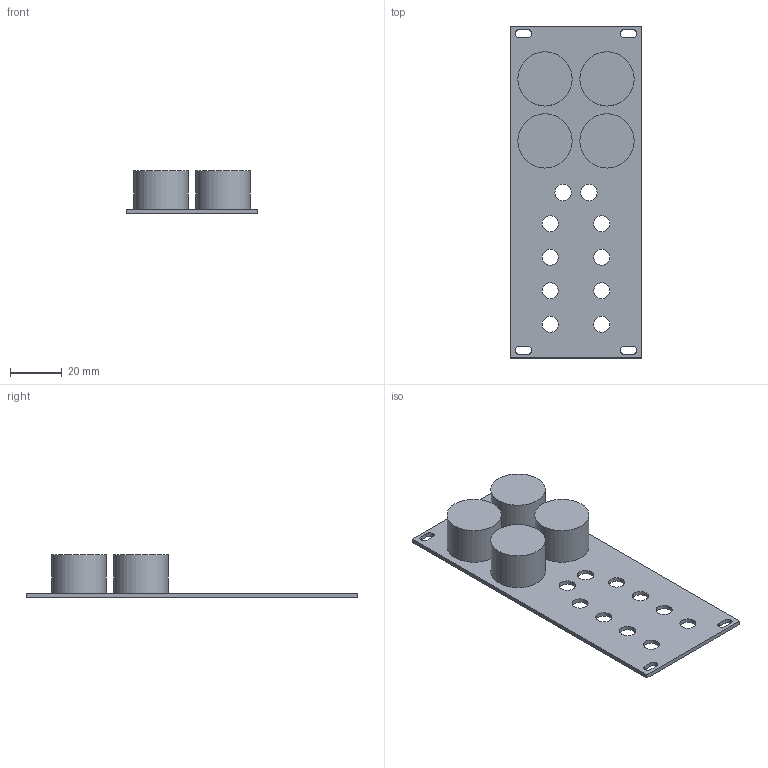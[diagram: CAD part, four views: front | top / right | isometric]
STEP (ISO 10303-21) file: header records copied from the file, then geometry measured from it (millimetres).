
FILE_DESCRIPTION(('Open CASCADE Model'),'2;1');
FILE_NAME('Open CASCADE Shape Model','2021-10-02T18:07:42',('Author'),( 'Open CASCADE'),'Open CASCADE STEP processor 6.8','Open CASCADE 6.8' ,'Unknown');
FILE_SCHEMA(('AUTOMOTIVE_DESIGN { 1 0 10303 214 1 1 1 1 }'));
Length unit declared in the file: millimetre
Products named in the file (5): PCB; Board; Free-Models; 973102608; Cylinder
Assembly tree (7 placements, depth 4):
  PCB
    Board
    Free-Models
      973102608  x4
        Cylinder
Bounding box: 50.8 x 128.5 x 16.6 mm (x, y, z)
Volume: 30331.3 mm3; surface area: 19847.6 mm2
Topology: 5 solids, 5 shells, 52 faces, 126 edges, 84 vertices
Faces by surface type: cylinder 30, plane 22
Full cylindrical faces by diameter (mm): 2.1 x4, 6.2 x8, 6.35 x2, 7.3 x4, 21 x4
Entity records: 1599 total; most frequent: DIRECTION 273, CARTESIAN_POINT 246, ORIENTED_EDGE 234, EDGE_CURVE 117, AXIS2_PLACEMENT_3D 105, FACE_BOUND 87, EDGE_LOOP 87, VERTEX_POINT 78
